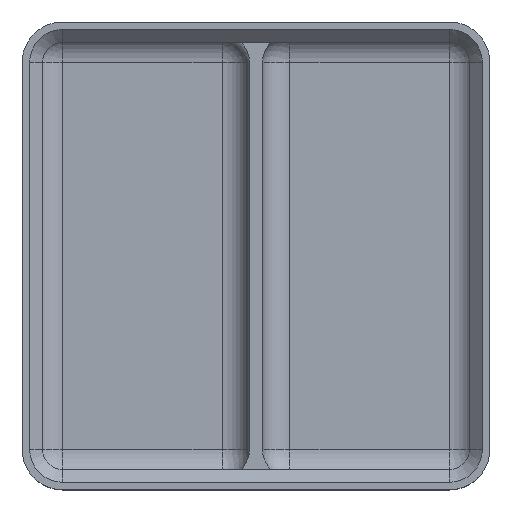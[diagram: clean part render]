
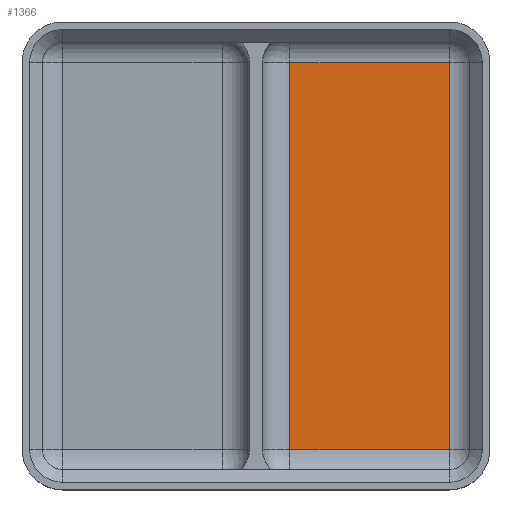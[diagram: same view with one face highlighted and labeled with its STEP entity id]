
A CAD part, top view. The second image highlights one B-rep face of the part: STEP entity #1366.
In plain terms, the highlighted planar face has unit normal (0, 0, 1).
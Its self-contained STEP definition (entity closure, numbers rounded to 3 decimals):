
#77=PLANE('',#1526);
#155=FACE_OUTER_BOUND('',#247,.T.);
#247=EDGE_LOOP('',(#1190,#1191,#1192,#1193));
#437=LINE('',#2307,#565);
#438=LINE('',#2313,#566);
#440=LINE('',#2320,#568);
#442=LINE('',#2326,#570);
#565=VECTOR('',#1879,10.);
#566=VECTOR('',#1886,10.);
#568=VECTOR('',#1894,10.);
#570=VECTOR('',#1902,10.);
#676=VERTEX_POINT('',#2304);
#677=VERTEX_POINT('',#2306);
#678=VERTEX_POINT('',#2310);
#680=VERTEX_POINT('',#2317);
#841=EDGE_CURVE('',#677,#676,#437,.T.);
#844=EDGE_CURVE('',#676,#678,#438,.T.);
#848=EDGE_CURVE('',#678,#680,#440,.T.);
#852=EDGE_CURVE('',#680,#677,#442,.T.);
#1190=ORIENTED_EDGE('',*,*,#841,.T.);
#1191=ORIENTED_EDGE('',*,*,#844,.T.);
#1192=ORIENTED_EDGE('',*,*,#848,.T.);
#1193=ORIENTED_EDGE('',*,*,#852,.T.);
#1366=ADVANCED_FACE('',(#155),#77,.F.);
#1526=AXIS2_PLACEMENT_3D('',#2341,#1928,#1929);
#1879=DIRECTION('',(0.,-1.,0.));
#1886=DIRECTION('',(1.,0.,0.));
#1894=DIRECTION('',(0.,1.,0.));
#1902=DIRECTION('',(-1.,0.,0.));
#1928=DIRECTION('center_axis',(0.,0.,-1.));
#1929=DIRECTION('ref_axis',(-1.,0.,0.));
#2304=CARTESIAN_POINT('',(24.9,3.75,1.));
#2306=CARTESIAN_POINT('',(24.9,39.75,1.));
#2307=CARTESIAN_POINT('',(24.9,11.475,1.));
#2310=CARTESIAN_POINT('',(39.75,3.75,1.));
#2313=CARTESIAN_POINT('',(37.313,3.75,1.));
#2317=CARTESIAN_POINT('',(39.75,39.75,1.));
#2320=CARTESIAN_POINT('',(39.75,32.025,1.));
#2326=CARTESIAN_POINT('',(27.338,39.75,1.));
#2341=CARTESIAN_POINT('Origin',(32.325,21.75,1.));
